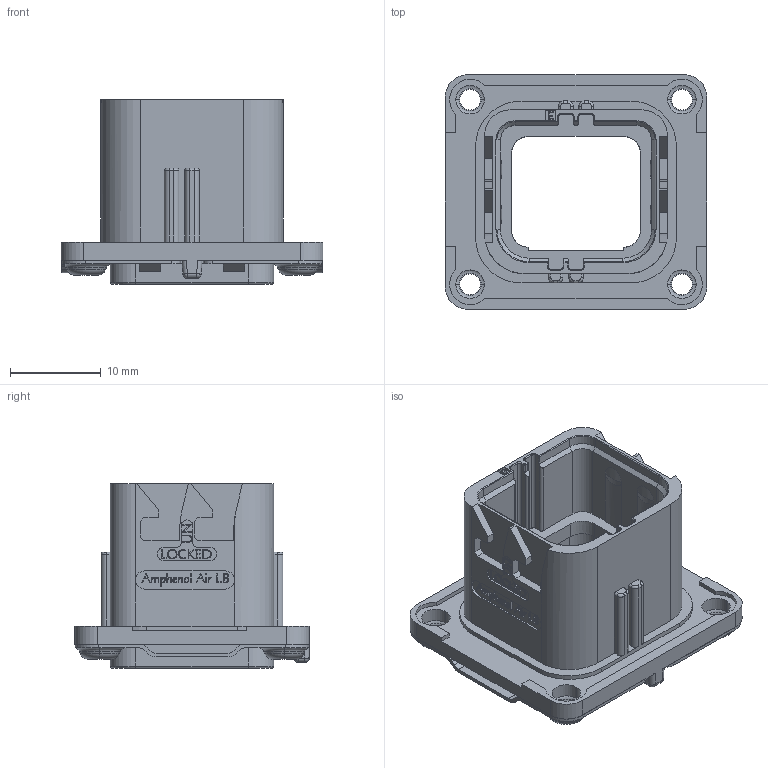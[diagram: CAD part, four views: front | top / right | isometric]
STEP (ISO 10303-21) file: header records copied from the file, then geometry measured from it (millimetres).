
FILE_DESCRIPTION((''),'2;1');
FILE_NAME('SIM2B25E001','2019-10-21T',('presta_be4'),(''),'CREO PARAMETRIC BY PTC INC, 2018360','CREO PARAMETRIC BY PTC INC, 2018360','');
FILE_SCHEMA(('CONFIG_CONTROL_DESIGN'));
Length unit declared in the file: millimetre
Products named in the file (1): SIM2B25E001
Bounding box: 28.8 x 25.8 x 20.33 mm (x, y, z)
Volume: 3276.5 mm3; surface area: 4477.2 mm2
Topology: 1 solids, 1 shells, 1395 faces, 3837 edges, 2500 vertices
Faces by surface type: plane 581, extrusion 514, cylinder 192, torus 60, cone 24, sphere 20, bspline 4
Entity records: 46189 total; most frequent: CARTESIAN_POINT 12466, ORIENTED_EDGE 7658, DIRECTION 5473, EDGE_CURVE 3829, VECTOR 2739, VERTEX_POINT 2500, LINE 2225, B_SPLINE_CURVE_WITH_KNOTS 1628
